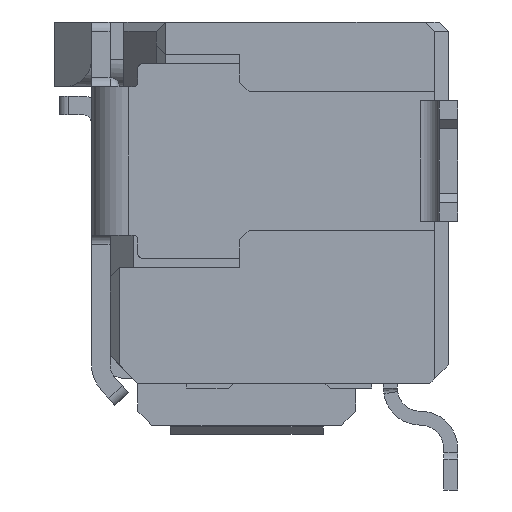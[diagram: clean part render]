
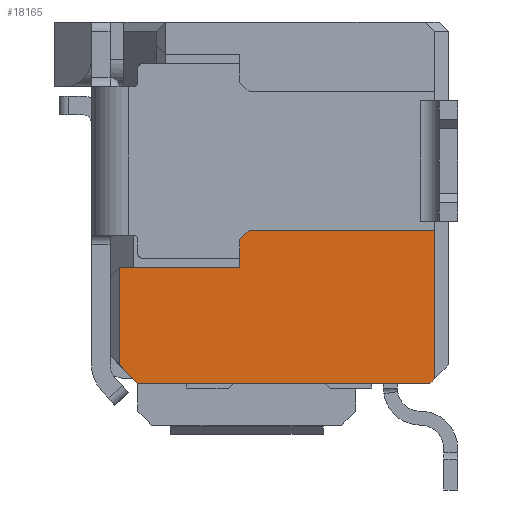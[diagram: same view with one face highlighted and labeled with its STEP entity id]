
A CAD part, left-side view. The second image highlights one B-rep face of the part: STEP entity #18165.
In plain terms, the highlighted planar face has unit normal (-1, 0, 0).
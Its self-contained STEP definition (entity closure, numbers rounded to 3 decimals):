
#1270 = CARTESIAN_POINT ( 'NONE',  ( -12.55, 3.55, 1.7 ) ) ;
#2496 = LINE ( 'NONE', #51979, #11020 ) ;
#5187 = VECTOR ( 'NONE', #28672, 1000. ) ;
#5744 = VERTEX_POINT ( 'NONE', #1270 ) ;
#5922 = DIRECTION ( 'NONE',  ( 0., 0., 1. ) ) ;
#8075 = DIRECTION ( 'NONE',  ( 0., -0.707, 0.707 ) ) ;
#8142 = DIRECTION ( 'NONE',  ( 0., 0., -1. ) ) ;
#8274 = DIRECTION ( 'NONE',  ( 0., 1., 0. ) ) ;
#8319 = VERTEX_POINT ( 'NONE', #56127 ) ;
#8376 = DIRECTION ( 'NONE',  ( 0., -1., 0. ) ) ;
#8503 = LINE ( 'NONE', #48013, #41026 ) ;
#9092 = LINE ( 'NONE', #23688, #5187 ) ;
#9992 = VERTEX_POINT ( 'NONE', #16584 ) ;
#10552 = VERTEX_POINT ( 'NONE', #62288 ) ;
#11020 = VECTOR ( 'NONE', #8075, 1000. ) ;
#11103 = CARTESIAN_POINT ( 'NONE',  ( -12.55, 3.65, 2.1 ) ) ;
#11486 = VECTOR ( 'NONE', #17115, 1000. ) ;
#13017 = LINE ( 'NONE', #11103, #11486 ) ;
#14566 = CARTESIAN_POINT ( 'NONE',  ( -12.55, 0.15, 4.35 ) ) ;
#14806 = ORIENTED_EDGE ( 'NONE', *, *, #48430, .T. ) ;
#15253 = VECTOR ( 'NONE', #29117, 1000. ) ;
#16584 = CARTESIAN_POINT ( 'NONE',  ( -12.55, 3.55, 0.65 ) ) ;
#17115 = DIRECTION ( 'NONE',  ( 0., 1., 0. ) ) ;
#18165 = ADVANCED_FACE ( 'NONE', ( #31627 ), #54784, .T. ) ;
#20944 = VECTOR ( 'NONE', #48456, 1000. ) ;
#21068 = EDGE_LOOP ( 'NONE', ( #14806, #25814, #63681, #62238, #32468, #29774, #30514, #33180, #23426 ) ) ;
#21187 = VERTEX_POINT ( 'NONE', #49096 ) ;
#22005 = CARTESIAN_POINT ( 'NONE',  ( -12.55, 0.2, 0.45 ) ) ;
#22289 = DIRECTION ( 'NONE',  ( 0., 0.707, -0.707 ) ) ;
#23426 = ORIENTED_EDGE ( 'NONE', *, *, #57499, .T. ) ;
#23688 = CARTESIAN_POINT ( 'NONE',  ( -12.55, 3.55, 4.35 ) ) ;
#25814 = ORIENTED_EDGE ( 'NONE', *, *, #33917, .T. ) ;
#26310 = LINE ( 'NONE', #14566, #20944 ) ;
#26674 = EDGE_CURVE ( 'NONE', #5744, #9992, #9092, .T. ) ;
#26841 = LINE ( 'NONE', #48311, #42242 ) ;
#28379 = LINE ( 'NONE', #63228, #15253 ) ;
#28672 = DIRECTION ( 'NONE',  ( 0., 0., -1. ) ) ;
#29117 = DIRECTION ( 'NONE',  ( 0., -0.707, -0.707 ) ) ;
#29321 = VECTOR ( 'NONE', #22289, 1000. ) ;
#29774 = ORIENTED_EDGE ( 'NONE', *, *, #26674, .T. ) ;
#30514 = ORIENTED_EDGE ( 'NONE', *, *, #61129, .T. ) ;
#31627 = FACE_OUTER_BOUND ( 'NONE', #21068, .T. ) ;
#32468 = ORIENTED_EDGE ( 'NONE', *, *, #59170, .T. ) ;
#33180 = ORIENTED_EDGE ( 'NONE', *, *, #56909, .T. ) ;
#33571 = AXIS2_PLACEMENT_3D ( 'NONE', #34721, #39875, #5922 ) ;
#33917 = EDGE_CURVE ( 'NONE', #8319, #35208, #13017, .T. ) ;
#34718 = LINE ( 'NONE', #61598, #29321 ) ;
#34721 = CARTESIAN_POINT ( 'NONE',  ( -12.55, 3.65, 4.35 ) ) ;
#35208 = VERTEX_POINT ( 'NONE', #43531 ) ;
#38423 = CARTESIAN_POINT ( 'NONE',  ( -12.55, 3.65, 0.45 ) ) ;
#39875 = DIRECTION ( 'NONE',  ( -1., 0., 0. ) ) ;
#41026 = VECTOR ( 'NONE', #8274, 1000. ) ;
#42043 = EDGE_CURVE ( 'NONE', #62274, #48086, #26841, .T. ) ;
#42242 = VECTOR ( 'NONE', #8142, 1000. ) ;
#43531 = CARTESIAN_POINT ( 'NONE',  ( -12.55, 2.15, 2.1 ) ) ;
#48013 = CARTESIAN_POINT ( 'NONE',  ( -12.55, 3.65, 1.7 ) ) ;
#48086 = VERTEX_POINT ( 'NONE', #55437 ) ;
#48156 = VECTOR ( 'NONE', #8376, 1000. ) ;
#48311 = CARTESIAN_POINT ( 'NONE',  ( -12.55, 2.25, 4.35 ) ) ;
#48430 = EDGE_CURVE ( 'NONE', #21187, #8319, #26310, .T. ) ;
#48456 = DIRECTION ( 'NONE',  ( 0., 0., 1. ) ) ;
#49096 = CARTESIAN_POINT ( 'NONE',  ( -12.55, 0.15, 0.5 ) ) ;
#50008 = EDGE_CURVE ( 'NONE', #35208, #62274, #34718, .T. ) ;
#51979 = CARTESIAN_POINT ( 'NONE',  ( -12.55, 0.2, 0.45 ) ) ;
#52544 = VERTEX_POINT ( 'NONE', #22005 ) ;
#54784 = PLANE ( 'NONE',  #33571 ) ;
#55437 = CARTESIAN_POINT ( 'NONE',  ( -12.55, 2.25, 1.7 ) ) ;
#56127 = CARTESIAN_POINT ( 'NONE',  ( -12.55, 0.15, 2.1 ) ) ;
#56909 = EDGE_CURVE ( 'NONE', #10552, #52544, #61345, .T. ) ;
#57499 = EDGE_CURVE ( 'NONE', #52544, #21187, #2496, .T. ) ;
#59170 = EDGE_CURVE ( 'NONE', #48086, #5744, #8503, .T. ) ;
#61129 = EDGE_CURVE ( 'NONE', #9992, #10552, #28379, .T. ) ;
#61345 = LINE ( 'NONE', #38423, #48156 ) ;
#61598 = CARTESIAN_POINT ( 'NONE',  ( -12.55, 2.15, 2.1 ) ) ;
#62238 = ORIENTED_EDGE ( 'NONE', *, *, #42043, .T. ) ;
#62274 = VERTEX_POINT ( 'NONE', #63297 ) ;
#62288 = CARTESIAN_POINT ( 'NONE',  ( -12.55, 3.35, 0.45 ) ) ;
#63228 = CARTESIAN_POINT ( 'NONE',  ( -12.55, 3.55, 0.65 ) ) ;
#63297 = CARTESIAN_POINT ( 'NONE',  ( -12.55, 2.25, 2. ) ) ;
#63681 = ORIENTED_EDGE ( 'NONE', *, *, #50008, .T. ) ;
